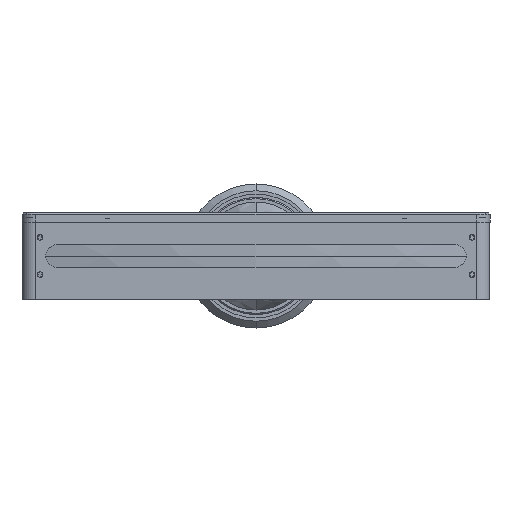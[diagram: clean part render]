
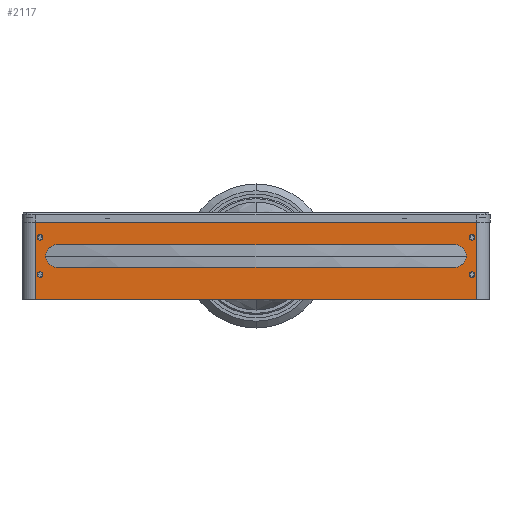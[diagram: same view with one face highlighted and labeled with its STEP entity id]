
A CAD part, front view. The second image highlights one B-rep face of the part: STEP entity #2117.
In plain terms, the highlighted planar face has unit normal (0, -1, 0).
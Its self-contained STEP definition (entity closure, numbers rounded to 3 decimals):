
#307 = LINE ( 'NONE', #14933, #13500 ) ;
#350 = EDGE_CURVE ( 'NONE', #14210, #5972, #5135, .T. ) ;
#529 = FACE_BOUND ( 'NONE', #10945, .T. ) ;
#802 = EDGE_CURVE ( 'NONE', #8173, #4490, #5848, .T. ) ;
#944 = CARTESIAN_POINT ( 'NONE',  ( -96., -568.906, 7. ) ) ;
#1021 = CIRCLE ( 'NONE', #16052, 1.25 ) ;
#1179 = CARTESIAN_POINT ( 'NONE',  ( -88.5, -568.906, -5. ) ) ;
#1183 = CARTESIAN_POINT ( 'NONE',  ( 96., -568.906, 9.5 ) ) ;
#1258 = DIRECTION ( 'NONE',  ( 1., 0., 0. ) ) ;
#1285 = CARTESIAN_POINT ( 'NONE',  ( -96., -568.906, 8.25 ) ) ;
#1319 = ORIENTED_EDGE ( 'NONE', *, *, #14260, .T. ) ;
#1461 = ORIENTED_EDGE ( 'NONE', *, *, #10399, .F. ) ;
#1485 = AXIS2_PLACEMENT_3D ( 'NONE', #15000, #7341, #16301 ) ;
#1626 = LINE ( 'NONE', #12127, #4237 ) ;
#1870 = CARTESIAN_POINT ( 'NONE',  ( -96., -568.906, -8.25 ) ) ;
#2008 = CARTESIAN_POINT ( 'NONE',  ( -88.5, -568.906, 5. ) ) ;
#2048 = CARTESIAN_POINT ( 'NONE',  ( -96., -568.906, -8.25 ) ) ;
#2117 = ADVANCED_FACE ( 'NONE', ( #14141, #14557, #3930, #4354, #529, #13716 ), #13846, .F. ) ;
#2158 = EDGE_CURVE ( 'NONE', #3965, #7656, #4551, .T. ) ;
#2349 = AXIS2_PLACEMENT_3D ( 'NONE', #2048, #10998, #3331 ) ;
#2395 = CARTESIAN_POINT ( 'NONE',  ( 98., -568.906, 467.463 ) ) ;
#2480 = VERTEX_POINT ( 'NONE', #15956 ) ;
#2481 = EDGE_LOOP ( 'NONE', ( #5591, #3070 ) ) ;
#2570 = DIRECTION ( 'NONE',  ( 0., 0., -1. ) ) ;
#3070 = ORIENTED_EDGE ( 'NONE', *, *, #6400, .F. ) ;
#3103 = ORIENTED_EDGE ( 'NONE', *, *, #802, .T. ) ;
#3162 = DIRECTION ( 'NONE',  ( 0., 0., -1. ) ) ;
#3248 = VECTOR ( 'NONE', #9831, 1000. ) ;
#3331 = DIRECTION ( 'NONE',  ( 0., 0., -1. ) ) ;
#3673 = DIRECTION ( 'NONE',  ( 0., 0., 1. ) ) ;
#3842 = CARTESIAN_POINT ( 'NONE',  ( -96., -568.906, 8.25 ) ) ;
#3930 = FACE_BOUND ( 'NONE', #6875, .T. ) ;
#3942 = EDGE_CURVE ( 'NONE', #5972, #11253, #1626, .T. ) ;
#3965 = VERTEX_POINT ( 'NONE', #16021 ) ;
#4121 = VERTEX_POINT ( 'NONE', #11163 ) ;
#4182 = VECTOR ( 'NONE', #1258, 1000. ) ;
#4224 = AXIS2_PLACEMENT_3D ( 'NONE', #3842, #12780, #5141 ) ;
#4234 = LINE ( 'NONE', #15061, #13609 ) ;
#4237 = VECTOR ( 'NONE', #13390, 1000. ) ;
#4318 = ORIENTED_EDGE ( 'NONE', *, *, #15492, .F. ) ;
#4321 = ORIENTED_EDGE ( 'NONE', *, *, #3942, .F. ) ;
#4354 = FACE_BOUND ( 'NONE', #2481, .T. ) ;
#4490 = VERTEX_POINT ( 'NONE', #8075 ) ;
#4551 = CIRCLE ( 'NONE', #4671, 1.25 ) ;
#4616 = DIRECTION ( 'NONE',  ( 0., -1., 0. ) ) ;
#4623 = CARTESIAN_POINT ( 'NONE',  ( 96., -568.906, -7. ) ) ;
#4640 = ORIENTED_EDGE ( 'NONE', *, *, #16037, .F. ) ;
#4671 = AXIS2_PLACEMENT_3D ( 'NONE', #1285, #10210, #2570 ) ;
#4685 = VERTEX_POINT ( 'NONE', #1183 ) ;
#5135 = CIRCLE ( 'NONE', #10929, 5. ) ;
#5141 = DIRECTION ( 'NONE',  ( 0., 0., -1. ) ) ;
#5299 = EDGE_CURVE ( 'NONE', #4490, #9076, #14384, .T. ) ;
#5591 = ORIENTED_EDGE ( 'NONE', *, *, #14740, .F. ) ;
#5615 = DIRECTION ( 'NONE',  ( 0., 0., -1. ) ) ;
#5618 = CARTESIAN_POINT ( 'NONE',  ( -96., -568.906, -7. ) ) ;
#5832 = CIRCLE ( 'NONE', #16227, 5. ) ;
#5848 = LINE ( 'NONE', #6948, #10426 ) ;
#5972 = VERTEX_POINT ( 'NONE', #1179 ) ;
#6001 = ORIENTED_EDGE ( 'NONE', *, *, #350, .F. ) ;
#6400 = EDGE_CURVE ( 'NONE', #6777, #4121, #12933, .T. ) ;
#6441 = CIRCLE ( 'NONE', #1485, 1.25 ) ;
#6475 = CARTESIAN_POINT ( 'NONE',  ( 96., -568.906, 8.25 ) ) ;
#6769 = ORIENTED_EDGE ( 'NONE', *, *, #13584, .F. ) ;
#6777 = VERTEX_POINT ( 'NONE', #5618 ) ;
#6868 = CIRCLE ( 'NONE', #12402, 1.25 ) ;
#6875 = EDGE_LOOP ( 'NONE', ( #4640, #4318 ) ) ;
#6887 = CIRCLE ( 'NONE', #8587, 1.25 ) ;
#6948 = CARTESIAN_POINT ( 'NONE',  ( -98., -568.906, 467.463 ) ) ;
#7283 = CIRCLE ( 'NONE', #10891, 1.25 ) ;
#7336 = DIRECTION ( 'NONE',  ( 0., -1., 0. ) ) ;
#7341 = DIRECTION ( 'NONE',  ( 0., -1., 0. ) ) ;
#7414 = EDGE_LOOP ( 'NONE', ( #1461, #12245 ) ) ;
#7515 = CARTESIAN_POINT ( 'NONE',  ( -88.5, -568.906, 0. ) ) ;
#7652 = CARTESIAN_POINT ( 'NONE',  ( 96., -568.906, -8.25 ) ) ;
#7656 = VERTEX_POINT ( 'NONE', #944 ) ;
#7794 = DIRECTION ( 'NONE',  ( 0., 0., -1. ) ) ;
#7927 = EDGE_CURVE ( 'NONE', #2480, #9076, #13441, .T. ) ;
#8075 = CARTESIAN_POINT ( 'NONE',  ( -98., -568.906, -19.25 ) ) ;
#8082 = VERTEX_POINT ( 'NONE', #10222 ) ;
#8173 = VERTEX_POINT ( 'NONE', #9400 ) ;
#8303 = EDGE_CURVE ( 'NONE', #11253, #8082, #5832, .T. ) ;
#8587 = AXIS2_PLACEMENT_3D ( 'NONE', #7652, #16616, #8934 ) ;
#8786 = DIRECTION ( 'NONE',  ( 0., 0., 1. ) ) ;
#8934 = DIRECTION ( 'NONE',  ( 0., 0., -1. ) ) ;
#8968 = VERTEX_POINT ( 'NONE', #10009 ) ;
#9052 = EDGE_CURVE ( 'NONE', #8968, #11112, #6887, .T. ) ;
#9076 = VERTEX_POINT ( 'NONE', #14005 ) ;
#9400 = CARTESIAN_POINT ( 'NONE',  ( -98., -568.906, 15. ) ) ;
#9831 = DIRECTION ( 'NONE',  ( 0., 0., -1. ) ) ;
#9879 = EDGE_CURVE ( 'NONE', #8082, #14210, #4234, .T. ) ;
#10009 = CARTESIAN_POINT ( 'NONE',  ( 96., -568.906, -9.5 ) ) ;
#10184 = CARTESIAN_POINT ( 'NONE',  ( 98., -568.906, -19.25 ) ) ;
#10210 = DIRECTION ( 'NONE',  ( 0., -1., 0. ) ) ;
#10222 = CARTESIAN_POINT ( 'NONE',  ( 88.5, -568.906, 5. ) ) ;
#10399 = EDGE_CURVE ( 'NONE', #7656, #3965, #10810, .T. ) ;
#10426 = VECTOR ( 'NONE', #5615, 1000. ) ;
#10810 = CIRCLE ( 'NONE', #4224, 1.25 ) ;
#10815 = DIRECTION ( 'NONE',  ( 0., -1., 0. ) ) ;
#10891 = AXIS2_PLACEMENT_3D ( 'NONE', #1870, #10815, #3162 ) ;
#10929 = AXIS2_PLACEMENT_3D ( 'NONE', #7515, #16470, #8786 ) ;
#10945 = EDGE_LOOP ( 'NONE', ( #12876, #6769 ) ) ;
#10998 = DIRECTION ( 'NONE',  ( 0., -1., 0. ) ) ;
#11112 = VERTEX_POINT ( 'NONE', #4623 ) ;
#11163 = CARTESIAN_POINT ( 'NONE',  ( -96., -568.906, -9.5 ) ) ;
#11253 = VERTEX_POINT ( 'NONE', #12525 ) ;
#11260 = VERTEX_POINT ( 'NONE', #16421 ) ;
#11339 = DIRECTION ( 'NONE',  ( 0., 1., 0. ) ) ;
#12127 = CARTESIAN_POINT ( 'NONE',  ( -88.5, -568.906, -5. ) ) ;
#12245 = ORIENTED_EDGE ( 'NONE', *, *, #2158, .F. ) ;
#12264 = CARTESIAN_POINT ( 'NONE',  ( 96., -568.906, -8.25 ) ) ;
#12348 = DIRECTION ( 'NONE',  ( -1., 0., 0. ) ) ;
#12402 = AXIS2_PLACEMENT_3D ( 'NONE', #12264, #4616, #13525 ) ;
#12525 = CARTESIAN_POINT ( 'NONE',  ( 88.5, -568.906, -5. ) ) ;
#12780 = DIRECTION ( 'NONE',  ( 0., -1., 0. ) ) ;
#12876 = ORIENTED_EDGE ( 'NONE', *, *, #9052, .F. ) ;
#12933 = CIRCLE ( 'NONE', #2349, 1.25 ) ;
#13144 = ORIENTED_EDGE ( 'NONE', *, *, #5299, .T. ) ;
#13390 = DIRECTION ( 'NONE',  ( 1., 0., 0. ) ) ;
#13441 = LINE ( 'NONE', #13693, #3248 ) ;
#13500 = VECTOR ( 'NONE', #12348, 1000. ) ;
#13525 = DIRECTION ( 'NONE',  ( 0., 0., -1. ) ) ;
#13584 = EDGE_CURVE ( 'NONE', #11112, #8968, #6868, .T. ) ;
#13609 = VECTOR ( 'NONE', #16368, 1000. ) ;
#13693 = CARTESIAN_POINT ( 'NONE',  ( 98., -568.906, 467.463 ) ) ;
#13716 = FACE_OUTER_BOUND ( 'NONE', #13722, .T. ) ;
#13722 = EDGE_LOOP ( 'NONE', ( #13953, #1319, #3103, #13144 ) ) ;
#13846 = PLANE ( 'NONE',  #15278 ) ;
#13953 = ORIENTED_EDGE ( 'NONE', *, *, #7927, .F. ) ;
#14005 = CARTESIAN_POINT ( 'NONE',  ( 98., -568.906, -19.25 ) ) ;
#14141 = FACE_BOUND ( 'NONE', #14789, .T. ) ;
#14210 = VERTEX_POINT ( 'NONE', #2008 ) ;
#14260 = EDGE_CURVE ( 'NONE', #2480, #8173, #307, .T. ) ;
#14298 = ORIENTED_EDGE ( 'NONE', *, *, #9879, .F. ) ;
#14384 = LINE ( 'NONE', #10184, #4182 ) ;
#14557 = FACE_BOUND ( 'NONE', #7414, .T. ) ;
#14740 = EDGE_CURVE ( 'NONE', #4121, #6777, #7283, .T. ) ;
#14789 = EDGE_LOOP ( 'NONE', ( #15765, #4321, #6001, #14298 ) ) ;
#14933 = CARTESIAN_POINT ( 'NONE',  ( 98., -568.906, 15. ) ) ;
#14997 = CARTESIAN_POINT ( 'NONE',  ( 88.5, -568.906, 0. ) ) ;
#15000 = CARTESIAN_POINT ( 'NONE',  ( 96., -568.906, 8.25 ) ) ;
#15061 = CARTESIAN_POINT ( 'NONE',  ( -88.5, -568.906, 5. ) ) ;
#15278 = AXIS2_PLACEMENT_3D ( 'NONE', #2395, #11339, #3673 ) ;
#15467 = DIRECTION ( 'NONE',  ( 0., -1., 0. ) ) ;
#15492 = EDGE_CURVE ( 'NONE', #4685, #11260, #6441, .T. ) ;
#15765 = ORIENTED_EDGE ( 'NONE', *, *, #8303, .F. ) ;
#15956 = CARTESIAN_POINT ( 'NONE',  ( 98., -568.906, 15. ) ) ;
#16021 = CARTESIAN_POINT ( 'NONE',  ( -96., -568.906, 9.5 ) ) ;
#16037 = EDGE_CURVE ( 'NONE', #11260, #4685, #1021, .T. ) ;
#16052 = AXIS2_PLACEMENT_3D ( 'NONE', #6475, #15467, #7794 ) ;
#16227 = AXIS2_PLACEMENT_3D ( 'NONE', #14997, #7336, #16299 ) ;
#16299 = DIRECTION ( 'NONE',  ( 0., 0., 1. ) ) ;
#16301 = DIRECTION ( 'NONE',  ( 0., 0., -1. ) ) ;
#16368 = DIRECTION ( 'NONE',  ( -1., 0., 0. ) ) ;
#16421 = CARTESIAN_POINT ( 'NONE',  ( 96., -568.906, 7. ) ) ;
#16470 = DIRECTION ( 'NONE',  ( 0., -1., 0. ) ) ;
#16616 = DIRECTION ( 'NONE',  ( 0., -1., 0. ) ) ;
